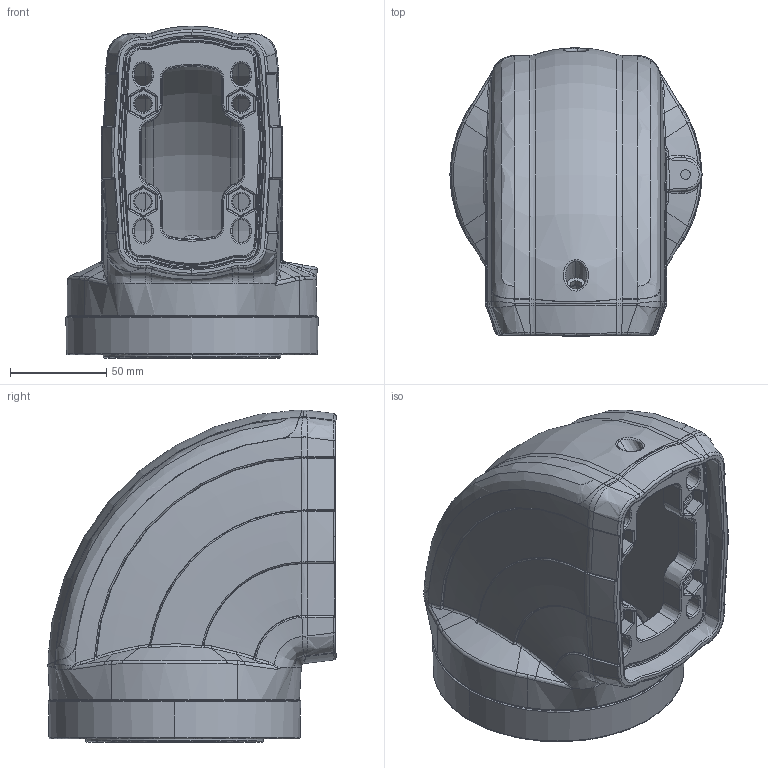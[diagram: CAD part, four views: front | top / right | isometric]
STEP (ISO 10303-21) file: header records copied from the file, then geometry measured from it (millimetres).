
FILE_DESCRIPTION (( 'STEP AP203' ), '1' );
FILE_NAME ('TK120.400.STEP', '2016-05-06T08:47:39', ( '' ), ( '' ), 'SwSTEP 2.0', 'SolidWorks 2013', '' );
FILE_SCHEMA (( 'CONFIG_CONTROL_DESIGN' ));
Length unit declared in the file: millimetre
Products named in the file (1): TK120.400
Bounding box: 131.33 x 150.09 x 172.8 mm (x, y, z)
Volume: 723246.2 mm3; surface area: 205939.5 mm2
Topology: 3 solids, 25 shells, 1956 faces, 4758 edges, 2862 vertices
Faces by surface type: bspline 689, torus 407, cone 354, plane 254, cylinder 204, sphere 48
Entity records: 91682 total; most frequent: CARTESIAN_POINT 50765, ORIENTED_EDGE 9392, DIRECTION 7640, EDGE_CURVE 4696, AXIS2_PLACEMENT_3D 3460, VERTEX_POINT 2862, CIRCLE 2192, EDGE_LOOP 2070
